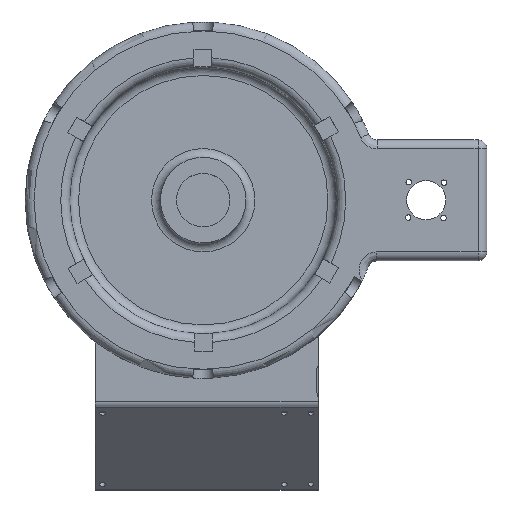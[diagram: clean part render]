
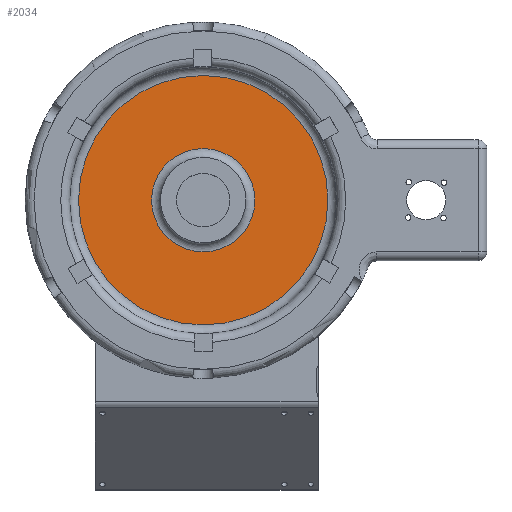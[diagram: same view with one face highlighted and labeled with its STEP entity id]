
A CAD part, top view. The second image highlights one B-rep face of the part: STEP entity #2034.
In plain terms, the highlighted planar face has unit normal (0, 0, 1).
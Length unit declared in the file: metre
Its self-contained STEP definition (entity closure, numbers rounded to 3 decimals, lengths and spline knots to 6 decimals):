
#220=CIRCLE('',#2243,0.029);
#221=CIRCLE('',#2244,0.07);
#533=ORIENTED_EDGE('',*,*,#1034,.T.);
#534=ORIENTED_EDGE('',*,*,#1035,.T.);
#1034=EDGE_CURVE('',#1284,#1284,#220,.F.);
#1035=EDGE_CURVE('',#1285,#1285,#221,.T.);
#1284=VERTEX_POINT('',#3539);
#1285=VERTEX_POINT('',#3541);
#1648=EDGE_LOOP('',(#533));
#1649=EDGE_LOOP('',(#534));
#1831=FACE_BOUND('',#1648,.T.);
#1832=FACE_BOUND('',#1649,.T.);
#1963=PLANE('',#2242);
#2034=ADVANCED_FACE('',(#1831,#1832),#1963,.T.);
#2242=AXIS2_PLACEMENT_3D('',#3537,#2684,#2685);
#2243=AXIS2_PLACEMENT_3D('',#3538,#2686,#2687);
#2244=AXIS2_PLACEMENT_3D('',#3540,#2688,#2689);
#2684=DIRECTION('',(0.,0.,1.));
#2685=DIRECTION('',(1.,0.,0.));
#2686=DIRECTION('',(0.,0.,1.));
#2687=DIRECTION('',(1.,0.,0.));
#2688=DIRECTION('',(0.,0.,1.));
#2689=DIRECTION('',(1.,0.,0.));
#3537=CARTESIAN_POINT('',(0.,0.,0.04));
#3538=CARTESIAN_POINT('',(0.,0.,0.04));
#3539=CARTESIAN_POINT('',(0.029,0.,0.04));
#3540=CARTESIAN_POINT('',(0.,0.,0.04));
#3541=CARTESIAN_POINT('',(0.07,0.,0.04));
